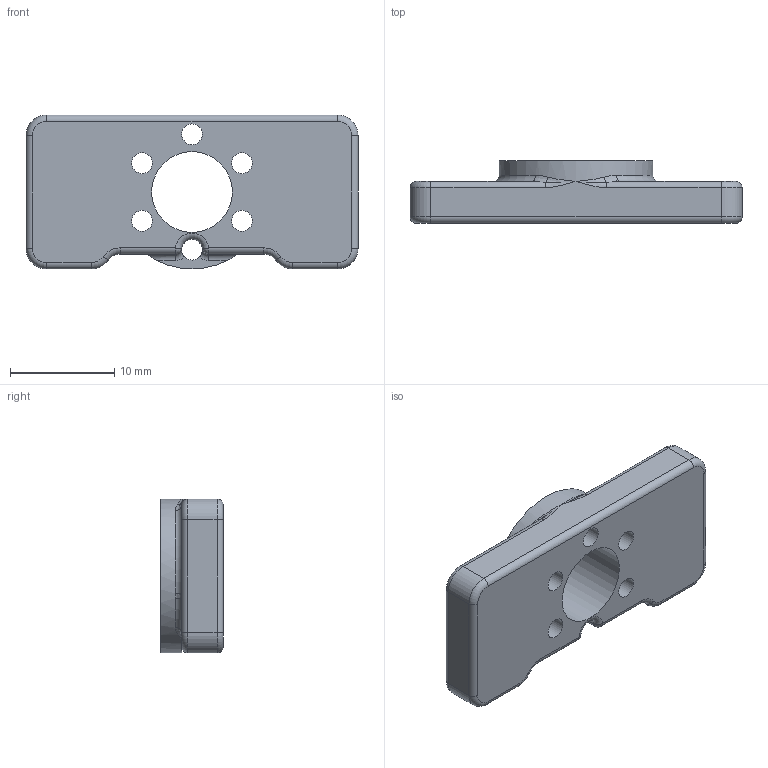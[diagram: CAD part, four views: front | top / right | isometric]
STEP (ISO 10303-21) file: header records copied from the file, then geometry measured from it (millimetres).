
FILE_DESCRIPTION (( 'STEP AP214' ), '1' );
FILE_NAME ('Flange or Mounting bracket.STEP', '2025-02-21T16:16:23', ( '' ), ( '' ), 'SwSTEP 2.0', 'SolidWorks 2025', '' );
FILE_SCHEMA (( 'AUTOMOTIVE_DESIGN' ));
Length unit declared in the file: millimetre
Products named in the file (1): Flange or Mounting bracket
Bounding box: 31.84 x 6 x 14.76 mm (x, y, z)
Volume: 1541.6 mm3; surface area: 1640.2 mm2
Topology: 1 solids, 1 shells, 108 faces, 259 edges, 146 vertices
Faces by surface type: cylinder 43, torus 23, plane 22, bspline 10, cone 6, sphere 4
Full cylindrical faces by diameter (mm): 2 x6, 2.23 x2, 7.75 x1, 14.76 x1
Entity records: 3263 total; most frequent: CARTESIAN_POINT 828, DIRECTION 544, ORIENTED_EDGE 464, AXIS2_PLACEMENT_3D 235, EDGE_CURVE 232, VERTEX_POINT 143, EDGE_LOOP 139, CIRCLE 136
